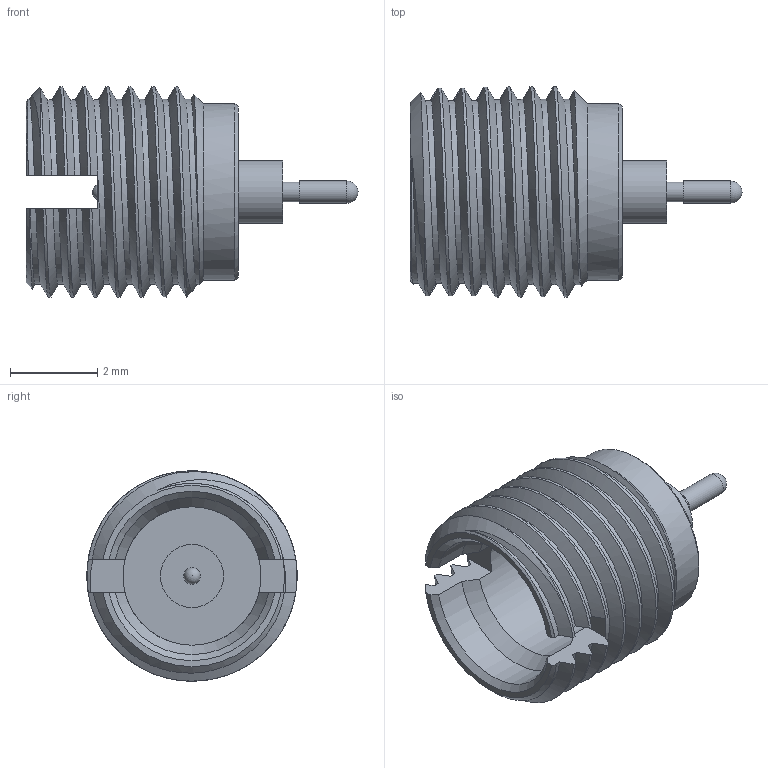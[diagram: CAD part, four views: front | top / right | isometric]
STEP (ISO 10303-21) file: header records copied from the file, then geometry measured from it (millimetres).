
FILE_DESCRIPTION (( 'STEP AP214' ), '1' );
FILE_NAME ('FMCN4400_3D.STEP', '2023-01-05T19:02:49', ( '' ), ( '' ), 'SwSTEP 2.0', 'SolidWorks 2022', '' );
FILE_SCHEMA (( 'AUTOMOTIVE_DESIGN' ));
Length unit declared in the file: inch
Products named in the file (1): FMCN4400_3D
Bounding box: 7.62 x 4.83 x 4.83 mm (x, y, z)
Volume: 49.2 mm3; surface area: 171.3 mm2
Topology: 2 solids, 2 shells, 66 faces, 175 edges, 116 vertices
Faces by surface type: bspline 21, cylinder 18, plane 15, cone 8, sphere 4
Full cylindrical faces by diameter (mm): 0.381 x1, 0.457 x2, 0.508 x1, 1.448 x2, 3.175 x1, 3.303 x1, 3.405 x1, 4.06 x1
Entity records: 8700 total; most frequent: CARTESIAN_POINT 7399, ORIENTED_EDGE 298, DIRECTION 186, EDGE_CURVE 149, VERTEX_POINT 106, EDGE_LOOP 85, AXIS2_PLACEMENT_3D 80, FACE_OUTER_BOUND 76
